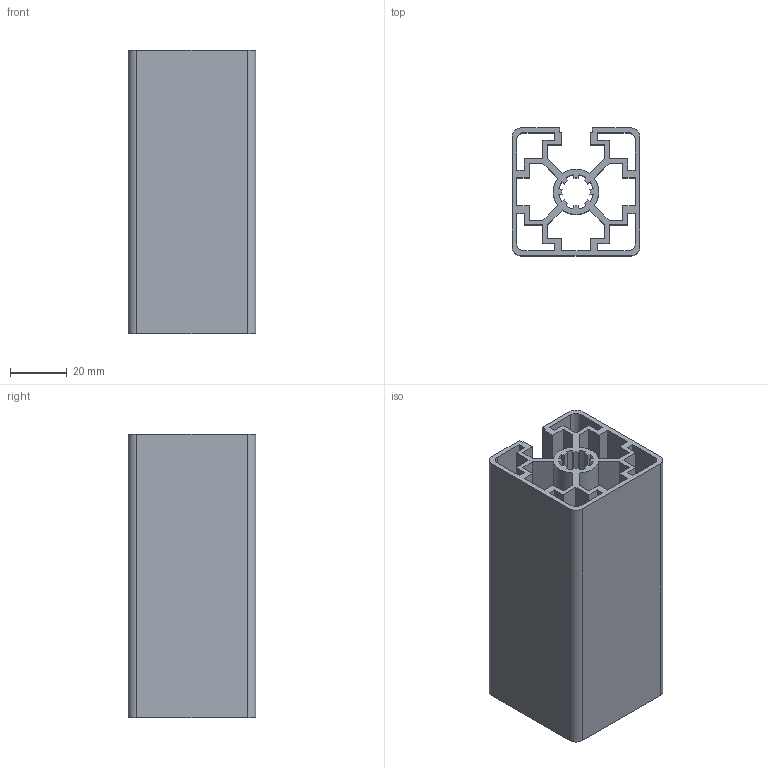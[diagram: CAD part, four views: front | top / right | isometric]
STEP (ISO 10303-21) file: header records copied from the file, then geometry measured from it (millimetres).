
FILE_DESCRIPTION(/* description */ (''),/* implementation_level */ '2;1');
FILE_NAME(/* name */ 'PB-1215_Profil_45x45_1N_leicht-10.stp',/* time_stamp */ '2020-01-21T13:45:32+01:00',/* author */ ('jmaun'),/* organization */ (''),/* preprocessor_version */ 'ST-DEVELOPER v17',/* originating_system */ 'Autodesk Inventor 2019',/* authorisation */ '');
FILE_SCHEMA (('AUTOMOTIVE_DESIGN { 1 0 10303 214 3 1 1 }'));
Length unit declared in the file: millimetre
Products named in the file (1): PB-1212_Profil_45x45_1N_leicht-10
Bounding box: 45 x 45 x 100 mm (x, y, z)
Volume: 64657.7 mm3; surface area: 68744.4 mm2
Topology: 1 solids, 1 shells, 122 faces, 360 edges, 240 vertices
Faces by surface type: plane 94, cylinder 28
Entity records: 4111 total; most frequent: CARTESIAN_POINT 723, ORIENTED_EDGE 720, DIRECTION 662, EDGE_CURVE 360, LINE 304, VECTOR 304, VERTEX_POINT 240, AXIS2_PLACEMENT_3D 179
